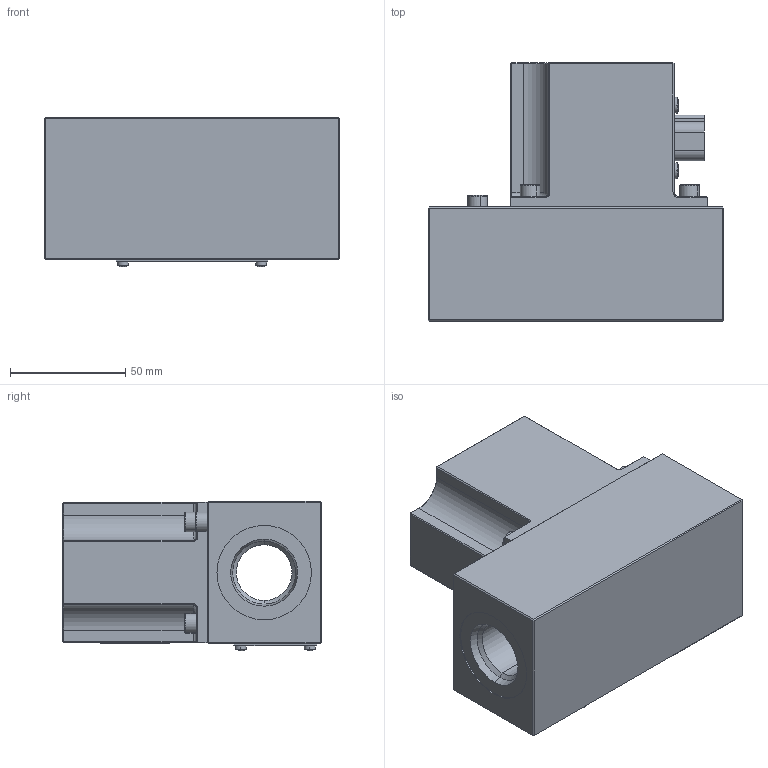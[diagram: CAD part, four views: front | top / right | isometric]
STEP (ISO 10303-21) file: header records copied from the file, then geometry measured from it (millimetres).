
FILE_DESCRIPTION (( 'STEP AP214' ), '1' );
FILE_NAME ('FT11417-01.STEP', '2024-10-03T07:17:56', ( '' ), ( '' ), 'SwSTEP 2.0', 'SolidWorks 2023', '' );
FILE_SCHEMA (( 'AUTOMOTIVE_DESIGN' ));
Length unit declared in the file: millimetre
Products named in the file (1): FT11417-01
Bounding box: 128.5 x 112.3 x 64.93 mm (x, y, z)
Surface area: 70064.1 mm2 (no closed solid volume)
Topology: 0 solids, 23 shells, 356 faces, 1045 edges, 683 vertices
Faces by surface type: plane 206, cylinder 96, cone 28, torus 20, sphere 4, bspline 2
Entity records: 11856 total; most frequent: CARTESIAN_POINT 2495, DIRECTION 2014, ORIENTED_EDGE 1730, EDGE_CURVE 1033, AXIS2_PLACEMENT_3D 696, VERTEX_POINT 683, VECTOR 622, LINE 622
